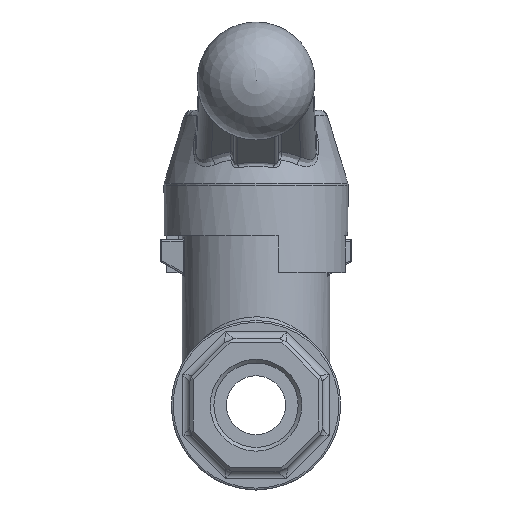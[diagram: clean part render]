
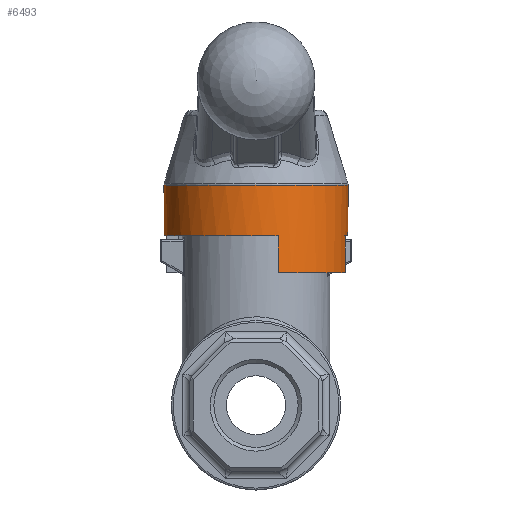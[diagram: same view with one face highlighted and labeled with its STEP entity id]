
A CAD part, front view. The second image highlights one B-rep face of the part: STEP entity #6493.
In plain terms, the highlighted cylindrical face has radius 12.5 mm (diameter 25 mm), a full revolution.
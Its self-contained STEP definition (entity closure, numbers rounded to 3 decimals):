
#571=CIRCLE('',#6917,12.5);
#572=CIRCLE('',#6919,12.5);
#574=CIRCLE('',#6922,12.5);
#575=CIRCLE('',#6923,12.5);
#576=CIRCLE('',#6924,12.5);
#1590=ORIENTED_EDGE('',*,*,#2634,.T.);
#1591=ORIENTED_EDGE('',*,*,#2635,.T.);
#1592=ORIENTED_EDGE('',*,*,#2629,.F.);
#1593=ORIENTED_EDGE('',*,*,#2636,.F.);
#1594=ORIENTED_EDGE('',*,*,#2637,.F.);
#1595=ORIENTED_EDGE('',*,*,#2638,.T.);
#1596=ORIENTED_EDGE('',*,*,#2631,.F.);
#1597=ORIENTED_EDGE('',*,*,#2639,.F.);
#1598=ORIENTED_EDGE('',*,*,#2640,.T.);
#2629=EDGE_CURVE('',#3203,#3200,#571,.T.);
#2631=EDGE_CURVE('',#3205,#3206,#572,.T.);
#2634=EDGE_CURVE('',#3208,#3208,#574,.F.);
#2635=EDGE_CURVE('',#3209,#3200,#3592,.T.);
#2636=EDGE_CURVE('',#3210,#3203,#3593,.T.);
#2637=EDGE_CURVE('',#3211,#3210,#575,.T.);
#2638=EDGE_CURVE('',#3211,#3206,#3594,.T.);
#2639=EDGE_CURVE('',#3212,#3205,#3595,.T.);
#2640=EDGE_CURVE('',#3212,#3209,#576,.T.);
#3200=VERTEX_POINT('',#10406);
#3203=VERTEX_POINT('',#10411);
#3205=VERTEX_POINT('',#10416);
#3206=VERTEX_POINT('',#10418);
#3208=VERTEX_POINT('',#10424);
#3209=VERTEX_POINT('',#10426);
#3210=VERTEX_POINT('',#10428);
#3211=VERTEX_POINT('',#10430);
#3212=VERTEX_POINT('',#10433);
#3592=LINE('',#10425,#3967);
#3593=LINE('',#10427,#3968);
#3594=LINE('',#10431,#3969);
#3595=LINE('',#10432,#3970);
#3967=VECTOR('',#7929,1000.);
#3968=VECTOR('',#7930,1000.);
#3969=VECTOR('',#7933,1000.);
#3970=VECTOR('',#7934,1000.);
#4326=EDGE_LOOP('',(#1590));
#4327=EDGE_LOOP('',(#1591,#1592,#1593,#1594,#1595,#1596,#1597,#1598));
#4688=FACE_BOUND('',#4326,.T.);
#4689=FACE_BOUND('',#4327,.T.);
#4878=CYLINDRICAL_SURFACE('',#6921,12.5);
#6493=ADVANCED_FACE('',(#4688,#4689),#4878,.T.);
#6917=AXIS2_PLACEMENT_3D('',#10412,#7915,#7916);
#6919=AXIS2_PLACEMENT_3D('',#10417,#7920,#7921);
#6921=AXIS2_PLACEMENT_3D('',#10422,#7925,#7926);
#6922=AXIS2_PLACEMENT_3D('',#10423,#7927,#7928);
#6923=AXIS2_PLACEMENT_3D('',#10429,#7931,#7932);
#6924=AXIS2_PLACEMENT_3D('',#10434,#7935,#7936);
#7915=DIRECTION('',(0.,0.,-1.));
#7916=DIRECTION('',(-1.,0.,0.));
#7920=DIRECTION('',(0.,0.,-1.));
#7921=DIRECTION('',(-1.,0.,0.));
#7925=DIRECTION('',(0.,0.,-1.));
#7926=DIRECTION('',(-1.,0.,0.));
#7927=DIRECTION('',(0.,0.,1.));
#7928=DIRECTION('',(1.,0.,0.));
#7929=DIRECTION('',(0.,0.,-1.));
#7930=DIRECTION('',(0.,0.,-1.));
#7931=DIRECTION('',(0.,0.,-1.));
#7932=DIRECTION('',(-1.,0.,0.));
#7933=DIRECTION('',(0.,0.,-1.));
#7934=DIRECTION('',(0.,0.,-1.));
#7935=DIRECTION('',(0.,0.,1.));
#7936=DIRECTION('',(1.,0.,0.));
#10406=CARTESIAN_POINT('',(-12.135,3.,0.));
#10411=CARTESIAN_POINT('',(-3.,-12.135,0.));
#10412=CARTESIAN_POINT('',(0.,0.,0.));
#10416=CARTESIAN_POINT('',(3.,12.135,0.));
#10417=CARTESIAN_POINT('',(0.,0.,0.));
#10418=CARTESIAN_POINT('',(12.135,3.,0.));
#10422=CARTESIAN_POINT('',(0.,0.,54.));
#10423=CARTESIAN_POINT('',(0.,0.,11.853));
#10424=CARTESIAN_POINT('',(12.5,0.,11.853));
#10425=CARTESIAN_POINT('',(-12.135,3.,5.));
#10426=CARTESIAN_POINT('',(-12.135,3.,5.));
#10427=CARTESIAN_POINT('',(-3.,-12.135,5.));
#10428=CARTESIAN_POINT('',(-3.,-12.135,5.));
#10429=CARTESIAN_POINT('',(0.,0.,5.));
#10430=CARTESIAN_POINT('',(12.135,3.,5.));
#10431=CARTESIAN_POINT('',(12.135,3.,5.));
#10432=CARTESIAN_POINT('',(3.,12.135,5.));
#10433=CARTESIAN_POINT('',(3.,12.135,5.));
#10434=CARTESIAN_POINT('',(0.,0.,5.));
